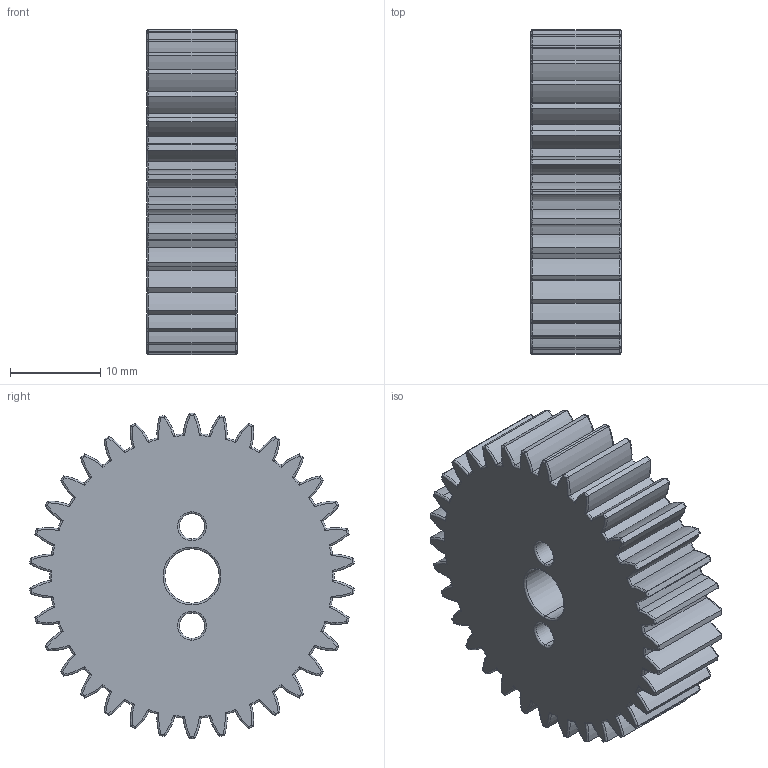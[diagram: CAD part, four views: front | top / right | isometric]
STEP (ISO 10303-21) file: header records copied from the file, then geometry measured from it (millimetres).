
FILE_DESCRIPTION (( 'STEP AP203' ), '1' );
FILE_NAME ('34 gear.STEP', '2023-07-03T10:24:29', ( '' ), ( '' ), 'SwSTEP 2.0', 'SolidWorks 2020', '' );
FILE_SCHEMA (( 'CONFIG_CONTROL_DESIGN' ));
Length unit declared in the file: millimetre
Products named in the file (1): 34 gear
Bounding box: 10 x 35.9 x 36 mm (x, y, z)
Volume: 8350.2 mm3; surface area: 4167.3 mm2
Topology: 1 solids, 1 shells, 450 faces, 1048 edges, 601 vertices
Faces by surface type: torus 298, cylinder 149, plane 3
Entity records: 13680 total; most frequent: CARTESIAN_POINT 3472, DIRECTION 2297, ORIENTED_EDGE 2096, AXIS2_PLACEMENT_3D 1074, EDGE_CURVE 1048, CIRCLE 623, VERTEX_POINT 601, EDGE_LOOP 457
